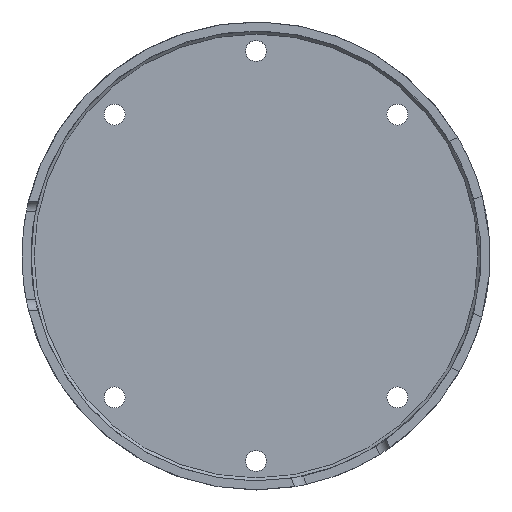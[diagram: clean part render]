
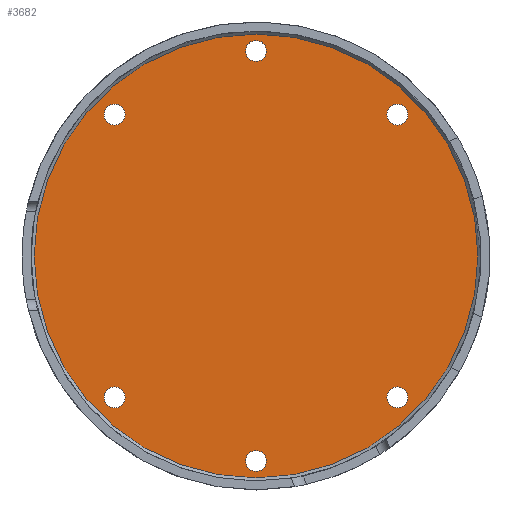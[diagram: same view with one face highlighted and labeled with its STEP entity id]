
A CAD part, top view. The second image highlights one B-rep face of the part: STEP entity #3682.
In plain terms, the highlighted planar face has unit normal (0, 0, 1).
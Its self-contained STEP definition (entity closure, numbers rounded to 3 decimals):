
#71=CIRCLE('',#3828,22.2);
#72=CIRCLE('',#3830,1.05);
#73=CIRCLE('',#3831,1.05);
#74=CIRCLE('',#3832,1.05);
#75=CIRCLE('',#3833,1.05);
#76=CIRCLE('',#3834,1.05);
#77=CIRCLE('',#3835,1.05);
#109=FACE_BOUND('',#602,.T.);
#110=FACE_BOUND('',#603,.T.);
#111=FACE_BOUND('',#604,.T.);
#112=FACE_BOUND('',#605,.T.);
#113=FACE_BOUND('',#606,.T.);
#114=FACE_BOUND('',#607,.T.);
#196=PLANE('',#3829);
#386=FACE_OUTER_BOUND('',#601,.T.);
#601=EDGE_LOOP('',(#3315));
#602=EDGE_LOOP('',(#3316));
#603=EDGE_LOOP('',(#3317));
#604=EDGE_LOOP('',(#3318));
#605=EDGE_LOOP('',(#3319));
#606=EDGE_LOOP('',(#3320));
#607=EDGE_LOOP('',(#3321));
#1743=VERTEX_POINT('',#7279);
#1744=VERTEX_POINT('',#7283);
#1745=VERTEX_POINT('',#7285);
#1746=VERTEX_POINT('',#7287);
#1747=VERTEX_POINT('',#7289);
#1748=VERTEX_POINT('',#7291);
#1749=VERTEX_POINT('',#7293);
#2273=EDGE_CURVE('',#1743,#1743,#71,.T.);
#2275=EDGE_CURVE('',#1744,#1744,#72,.T.);
#2276=EDGE_CURVE('',#1745,#1745,#73,.T.);
#2277=EDGE_CURVE('',#1746,#1746,#74,.T.);
#2278=EDGE_CURVE('',#1747,#1747,#75,.T.);
#2279=EDGE_CURVE('',#1748,#1748,#76,.T.);
#2280=EDGE_CURVE('',#1749,#1749,#77,.T.);
#3315=ORIENTED_EDGE('',*,*,#2273,.F.);
#3316=ORIENTED_EDGE('',*,*,#2275,.T.);
#3317=ORIENTED_EDGE('',*,*,#2276,.T.);
#3318=ORIENTED_EDGE('',*,*,#2277,.T.);
#3319=ORIENTED_EDGE('',*,*,#2278,.T.);
#3320=ORIENTED_EDGE('',*,*,#2279,.T.);
#3321=ORIENTED_EDGE('',*,*,#2280,.T.);
#3682=ADVANCED_FACE('',(#386,#109,#110,#111,#112,#113,#114),#196,.F.);
#3828=AXIS2_PLACEMENT_3D('',#7280,#4361,#4362);
#3829=AXIS2_PLACEMENT_3D('',#7282,#4364,#4365);
#3830=AXIS2_PLACEMENT_3D('',#7284,#4366,#4367);
#3831=AXIS2_PLACEMENT_3D('',#7286,#4368,#4369);
#3832=AXIS2_PLACEMENT_3D('',#7288,#4370,#4371);
#3833=AXIS2_PLACEMENT_3D('',#7290,#4372,#4373);
#3834=AXIS2_PLACEMENT_3D('',#7292,#4374,#4375);
#3835=AXIS2_PLACEMENT_3D('',#7294,#4376,#4377);
#4361=DIRECTION('center_axis',(0.,0.,-1.));
#4362=DIRECTION('ref_axis',(1.,0.,0.));
#4364=DIRECTION('center_axis',(0.,0.,-1.));
#4365=DIRECTION('ref_axis',(1.,0.,0.));
#4366=DIRECTION('center_axis',(0.,0.,-1.));
#4367=DIRECTION('ref_axis',(-1.,0.,0.));
#4368=DIRECTION('center_axis',(0.,0.,-1.));
#4369=DIRECTION('ref_axis',(-1.,0.,0.));
#4370=DIRECTION('center_axis',(0.,0.,-1.));
#4371=DIRECTION('ref_axis',(-1.,0.,0.));
#4372=DIRECTION('center_axis',(0.,0.,-1.));
#4373=DIRECTION('ref_axis',(-1.,0.,0.));
#4374=DIRECTION('center_axis',(0.,0.,-1.));
#4375=DIRECTION('ref_axis',(-1.,0.,0.));
#4376=DIRECTION('center_axis',(0.,0.,-1.));
#4377=DIRECTION('ref_axis',(-1.,0.,0.));
#7279=CARTESIAN_POINT('',(-22.2,0.,-15.83));
#7280=CARTESIAN_POINT('Origin',(0.,0.,-15.83));
#7282=CARTESIAN_POINT('Origin',(0.,0.,-15.83));
#7283=CARTESIAN_POINT('',(-13.1,14.15,-15.83));
#7284=CARTESIAN_POINT('Origin',(-14.15,14.15,-15.83));
#7285=CARTESIAN_POINT('',(15.2,14.15,-15.83));
#7286=CARTESIAN_POINT('Origin',(14.15,14.15,-15.83));
#7287=CARTESIAN_POINT('',(1.05,-20.5,-15.83));
#7288=CARTESIAN_POINT('Origin',(0.,-20.5,
-15.83));
#7289=CARTESIAN_POINT('',(-13.1,-14.15,-15.83));
#7290=CARTESIAN_POINT('Origin',(-14.15,-14.15,-15.83));
#7291=CARTESIAN_POINT('',(15.192,-14.14,-15.83));
#7292=CARTESIAN_POINT('Origin',(14.142,-14.14,-15.83));
#7293=CARTESIAN_POINT('',(1.05,20.5,-15.83));
#7294=CARTESIAN_POINT('Origin',(0.,20.5,-15.83));
